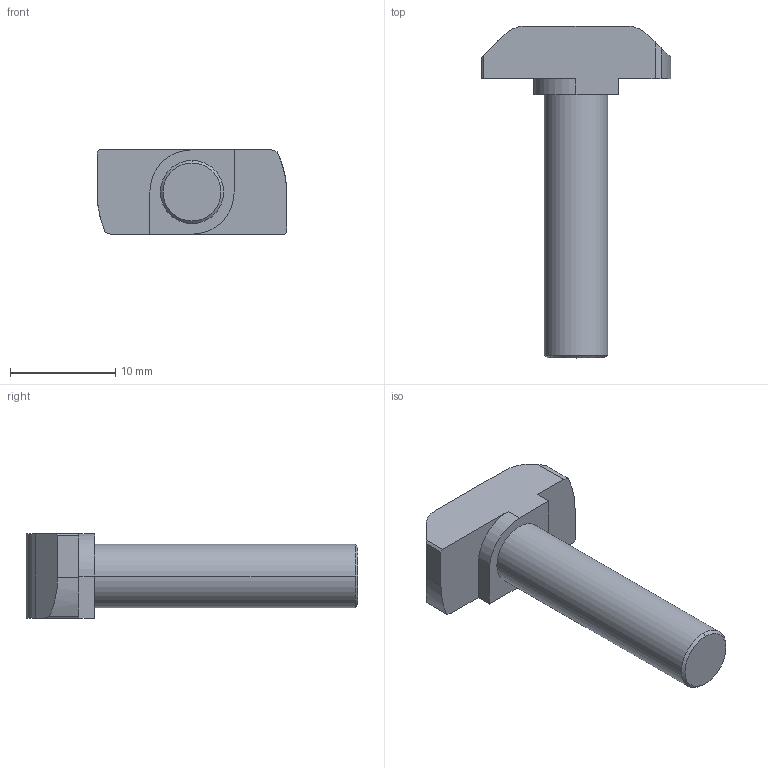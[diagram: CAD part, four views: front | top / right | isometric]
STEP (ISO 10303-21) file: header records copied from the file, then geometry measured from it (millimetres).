
FILE_DESCRIPTION (( 'STEP AP203' ), '1' );
FILE_NAME ('335-25.STEP', '2018-04-02T17:53:39', ( 'User2' ), ( '' ), 'SwSTEP 2.0', 'SolidWorks 2007', '' );
FILE_SCHEMA (( 'CONFIG_CONTROL_DESIGN' ));
Length unit declared in the file: millimetre
Products named in the file (1): 335-25
Bounding box: 18 x 31.5 x 8 mm (x, y, z)
Volume: 1430.9 mm3; surface area: 1001.7 mm2
Topology: 1 solids, 1 shells, 27 faces, 72 edges, 48 vertices
Faces by surface type: plane 17, cylinder 8, cone 2
Entity records: 921 total; most frequent: CARTESIAN_POINT 154, DIRECTION 144, ORIENTED_EDGE 144, EDGE_CURVE 72, VECTOR 52, LINE 52, VERTEX_POINT 48, AXIS2_PLACEMENT_3D 46
